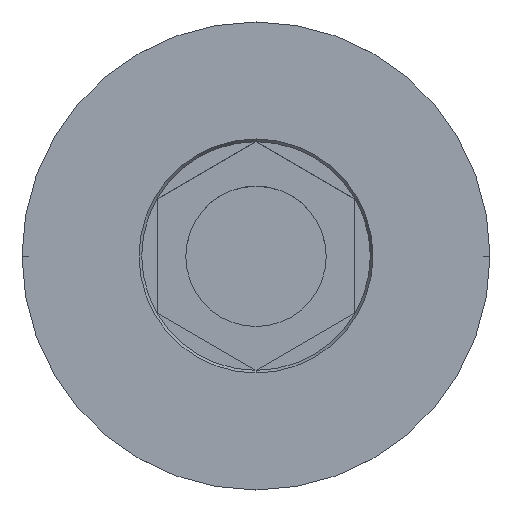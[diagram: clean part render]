
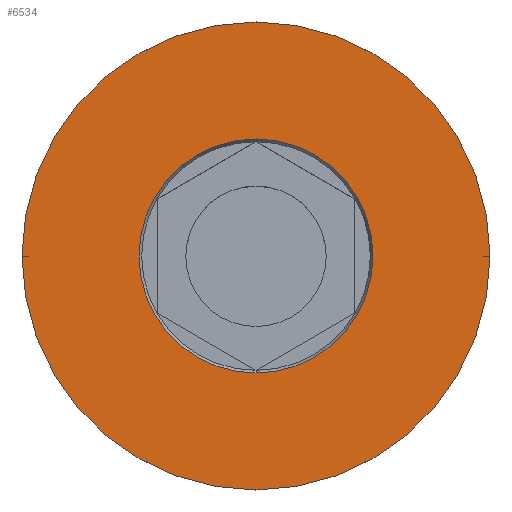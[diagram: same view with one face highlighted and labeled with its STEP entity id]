
A CAD part, top view. The second image highlights one B-rep face of the part: STEP entity #6534.
In plain terms, the highlighted planar face has unit normal (0, 0, 1).
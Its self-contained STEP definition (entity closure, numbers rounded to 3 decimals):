
#127=CARTESIAN_POINT('',(0.,2.5,0.05));
#128=VERTEX_POINT('',#127);
#135=CARTESIAN_POINT('',(-0.,-2.5,0.05));
#136=VERTEX_POINT('',#135);
#137=CARTESIAN_POINT('',(0.,-0.,0.05));
#138=DIRECTION('',(0.,-0.,1.));
#139=DIRECTION('',(0.,-1.,-0.));
#140=AXIS2_PLACEMENT_3D('',#137,#138,#139);
#141=CIRCLE('',#140,2.5);
#142=EDGE_CURVE('NONE',#128,#136,#141,.T.);
#187=CARTESIAN_POINT('',(5.,-0.,0.05));
#188=VERTEX_POINT('',#187);
#195=CARTESIAN_POINT('',(-5.,-0.,0.05));
#196=VERTEX_POINT('',#195);
#197=CARTESIAN_POINT('',(0.,-0.,0.05));
#198=DIRECTION('',(-0.,-0.,1.));
#199=DIRECTION('',(-1.,0.,-0.));
#200=AXIS2_PLACEMENT_3D('',#197,#198,#199);
#201=CIRCLE('',#200,5.);
#202=EDGE_CURVE('NONE',#196,#188,#201,.T.);
#6505=CARTESIAN_POINT('',(0.,-0.,0.05));
#6506=DIRECTION('',(-0.,-0.,1.));
#6507=DIRECTION('',(-1.,0.,-0.));
#6508=AXIS2_PLACEMENT_3D('',#6505,#6506,#6507);
#6509=CIRCLE('',#6508,5.);
#6510=EDGE_CURVE('NONE',#188,#196,#6509,.T.);
#6515=CARTESIAN_POINT('',(0.,-0.,0.05));
#6516=DIRECTION('',(0.,-0.,1.));
#6517=DIRECTION('',(0.,-1.,-0.));
#6518=AXIS2_PLACEMENT_3D('',#6515,#6516,#6517);
#6519=PLANE('',#6518);
#6520=CARTESIAN_POINT('',(0.,-0.,0.05));
#6521=DIRECTION('',(0.,-0.,1.));
#6522=DIRECTION('',(0.,-1.,-0.));
#6523=AXIS2_PLACEMENT_3D('',#6520,#6521,#6522);
#6524=CIRCLE('',#6523,2.5);
#6525=EDGE_CURVE('NONE',#136,#128,#6524,.T.);
#6526=ORIENTED_EDGE('',*,*,#6525,.F.);
#6527=ORIENTED_EDGE('',*,*,#142,.F.);
#6528=EDGE_LOOP('',(#6526,#6527));
#6529=FACE_BOUND('',#6528,.T.);
#6530=ORIENTED_EDGE('',*,*,#202,.T.);
#6531=ORIENTED_EDGE('',*,*,#6510,.T.);
#6532=EDGE_LOOP('',(#6530,#6531));
#6533=FACE_BOUND('',#6532,.T.);
#6534=ADVANCED_FACE('NONE',(#6529,#6533),#6519,.T.);
